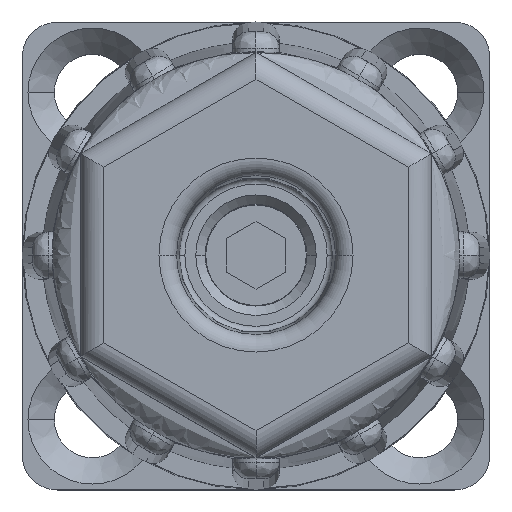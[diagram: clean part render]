
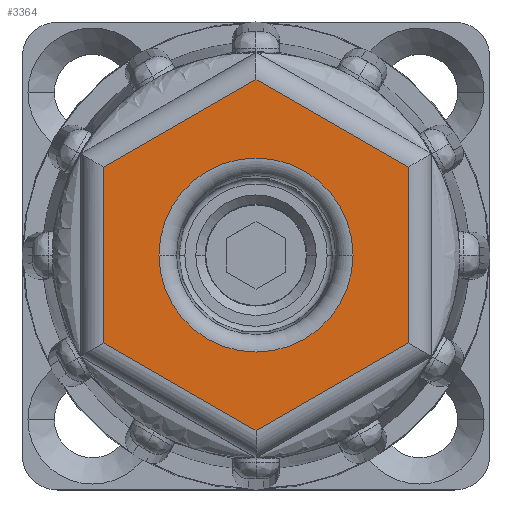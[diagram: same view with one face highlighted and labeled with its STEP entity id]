
A CAD part, top view. The second image highlights one B-rep face of the part: STEP entity #3364.
In plain terms, the highlighted planar face has unit normal (0, 0, 1).
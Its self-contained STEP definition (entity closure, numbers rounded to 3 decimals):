
#361 = VERTEX_POINT ( 'NONE', #1519 ) ;
#457 = ORIENTED_EDGE ( 'NONE', *, *, #2084, .T. ) ;
#817 = EDGE_LOOP ( 'NONE', ( #5826, #4746 ) ) ;
#1213 = EDGE_CURVE ( 'NONE', #7002, #361, #3165, .T. ) ;
#1330 = CARTESIAN_POINT ( 'NONE',  ( 8.299, 0., 40. ) ) ;
#1519 = CARTESIAN_POINT ( 'NONE',  ( -8.299, 0., 40. ) ) ;
#1863 = VECTOR ( 'NONE', #11090, 1000. ) ;
#1892 = EDGE_CURVE ( 'NONE', #2247, #2993, #10255, .T. ) ;
#2084 = EDGE_CURVE ( 'NONE', #4003, #10384, #11643, .T. ) ;
#2098 = DIRECTION ( 'NONE',  ( -0.866, 0.5, 0. ) ) ;
#2169 = EDGE_CURVE ( 'NONE', #6620, #4003, #4910, .T. ) ;
#2247 = VERTEX_POINT ( 'NONE', #6206 ) ;
#2400 = CARTESIAN_POINT ( 'NONE',  ( 0., 0., 40. ) ) ;
#2803 = VERTEX_POINT ( 'NONE', #11530 ) ;
#2954 = ORIENTED_EDGE ( 'NONE', *, *, #15685, .T. ) ;
#2993 = VERTEX_POINT ( 'NONE', #7878 ) ;
#3042 = AXIS2_PLACEMENT_3D ( 'NONE', #6718, #15598, #7995 ) ;
#3165 = CIRCLE ( 'NONE', #15033, 8.299 ) ;
#3364 = ADVANCED_FACE ( 'NONE', ( #9427, #3918 ), #5310, .F. ) ;
#3655 = DIRECTION ( 'NONE',  ( -1., 0., 0. ) ) ;
#3656 = EDGE_CURVE ( 'NONE', #10384, #2247, #9622, .T. ) ;
#3918 = FACE_BOUND ( 'NONE', #817, .T. ) ;
#3930 = ORIENTED_EDGE ( 'NONE', *, *, #1892, .T. ) ;
#4003 = VERTEX_POINT ( 'NONE', #7298 ) ;
#4746 = ORIENTED_EDGE ( 'NONE', *, *, #1213, .T. ) ;
#4770 = EDGE_CURVE ( 'NONE', #2803, #6620, #11984, .T. ) ;
#4910 = LINE ( 'NONE', #9798, #13842 ) ;
#5310 = PLANE ( 'NONE',  #5379 ) ;
#5379 = AXIS2_PLACEMENT_3D ( 'NONE', #11577, #6589, #15463 ) ;
#5768 = CIRCLE ( 'NONE', #3042, 8.299 ) ;
#5826 = ORIENTED_EDGE ( 'NONE', *, *, #16003, .T. ) ;
#6206 = CARTESIAN_POINT ( 'NONE',  ( -13., 7.506, 40. ) ) ;
#6589 = DIRECTION ( 'NONE',  ( 0., 0., -1. ) ) ;
#6620 = VERTEX_POINT ( 'NONE', #15035 ) ;
#6718 = CARTESIAN_POINT ( 'NONE',  ( 0., 0., 40. ) ) ;
#6828 = CARTESIAN_POINT ( 'NONE',  ( -13., 8.66, 40. ) ) ;
#6902 = VECTOR ( 'NONE', #9357, 1000. ) ;
#7002 = VERTEX_POINT ( 'NONE', #1330 ) ;
#7298 = CARTESIAN_POINT ( 'NONE',  ( 13., 7.506, 40. ) ) ;
#7878 = CARTESIAN_POINT ( 'NONE',  ( -13., -7.506, 40. ) ) ;
#7995 = DIRECTION ( 'NONE',  ( -1., 0., 0. ) ) ;
#8624 = VECTOR ( 'NONE', #9803, 1000. ) ;
#8943 = LINE ( 'NONE', #14887, #1863 ) ;
#9063 = CARTESIAN_POINT ( 'NONE',  ( 8.5, 19.919, 40. ) ) ;
#9172 = DIRECTION ( 'NONE',  ( -0.866, -0.5, 0. ) ) ;
#9235 = CARTESIAN_POINT ( 'NONE',  ( 0., 15.011, 40. ) ) ;
#9357 = DIRECTION ( 'NONE',  ( 0., -1., 0. ) ) ;
#9427 = FACE_OUTER_BOUND ( 'NONE', #13662, .T. ) ;
#9550 = ORIENTED_EDGE ( 'NONE', *, *, #2169, .T. ) ;
#9622 = LINE ( 'NONE', #9063, #13000 ) ;
#9628 = CARTESIAN_POINT ( 'NONE',  ( 14., 6.928, 40. ) ) ;
#9798 = CARTESIAN_POINT ( 'NONE',  ( 13., 8.66, 40. ) ) ;
#9803 = DIRECTION ( 'NONE',  ( 0.866, 0.5, 0. ) ) ;
#10255 = LINE ( 'NONE', #6828, #6902 ) ;
#10384 = VERTEX_POINT ( 'NONE', #9235 ) ;
#11058 = DIRECTION ( 'NONE',  ( 0., 1., 0. ) ) ;
#11090 = DIRECTION ( 'NONE',  ( 0.866, -0.5, 0. ) ) ;
#11221 = DIRECTION ( 'NONE',  ( 0., 0., -1. ) ) ;
#11530 = CARTESIAN_POINT ( 'NONE',  ( 0., -15.011, 40. ) ) ;
#11577 = CARTESIAN_POINT ( 'NONE',  ( 15., 8.66, 40. ) ) ;
#11643 = LINE ( 'NONE', #9628, #14637 ) ;
#11984 = LINE ( 'NONE', #14859, #8624 ) ;
#13000 = VECTOR ( 'NONE', #9172, 1000. ) ;
#13490 = ORIENTED_EDGE ( 'NONE', *, *, #4770, .T. ) ;
#13662 = EDGE_LOOP ( 'NONE', ( #13490, #9550, #457, #13942, #3930, #2954 ) ) ;
#13842 = VECTOR ( 'NONE', #11058, 1000. ) ;
#13942 = ORIENTED_EDGE ( 'NONE', *, *, #3656, .T. ) ;
#14637 = VECTOR ( 'NONE', #2098, 1000. ) ;
#14859 = CARTESIAN_POINT ( 'NONE',  ( 21.5, -2.598, 40. ) ) ;
#14887 = CARTESIAN_POINT ( 'NONE',  ( 1., -15.588, 40. ) ) ;
#15033 = AXIS2_PLACEMENT_3D ( 'NONE', #2400, #11221, #3655 ) ;
#15035 = CARTESIAN_POINT ( 'NONE',  ( 13., -7.506, 40. ) ) ;
#15463 = DIRECTION ( 'NONE',  ( -1., 0., 0. ) ) ;
#15598 = DIRECTION ( 'NONE',  ( 0., 0., -1. ) ) ;
#15685 = EDGE_CURVE ( 'NONE', #2993, #2803, #8943, .T. ) ;
#16003 = EDGE_CURVE ( 'NONE', #361, #7002, #5768, .T. ) ;
